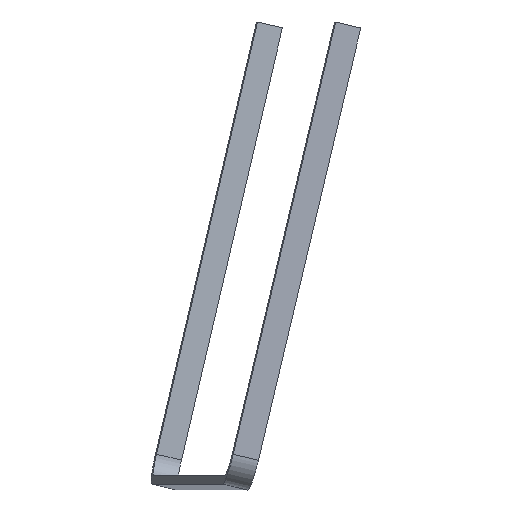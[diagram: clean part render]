
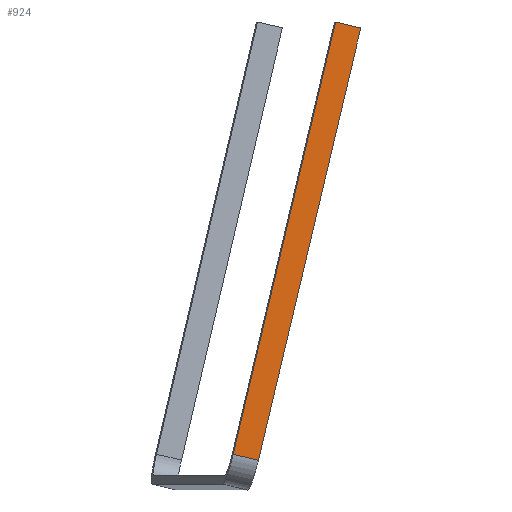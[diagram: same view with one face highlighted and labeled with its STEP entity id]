
A CAD part, front view. The second image highlights one B-rep face of the part: STEP entity #924.
In plain terms, the highlighted planar face has unit normal (0.058, -0.998, 0).
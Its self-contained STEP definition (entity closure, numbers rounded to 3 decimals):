
#43 = PLANE('',#44);
#44 = AXIS2_PLACEMENT_3D('',#45,#46,#47);
#45 = CARTESIAN_POINT('',(8988.432,1046.156,
    5162.949));
#46 = DIRECTION('',(-0.967,-0.113,0.23));
#47 = DIRECTION('',(-0.232,0.,-0.973));
#97 = PLANE('',#98);
#98 = AXIS2_PLACEMENT_3D('',#99,#100,#101);
#99 = CARTESIAN_POINT('',(9027.479,1050.72,
    5153.641));
#100 = DIRECTION('',(-0.967,-0.113,0.23));
#101 = DIRECTION('',(-0.232,0.,-0.973));
#214 = VERTEX_POINT('',#215);
#215 = CARTESIAN_POINT('',(9056.563,530.683,
    5196.01));
#230 = CYLINDRICAL_SURFACE('',#231,48.);
#231 = AXIS2_PLACEMENT_3D('',#232,#233,#234);
#232 = CARTESIAN_POINT('',(9564.665,608.358,
    5075.051));
#233 = DIRECTION('',(-0.972,-0.057,0.23)
  );
#234 = DIRECTION('',(-0.229,-0.027,-0.973
    ));
#248 = EDGE_CURVE('',#249,#214,#251,.T.);
#249 = VERTEX_POINT('',#250);
#250 = CARTESIAN_POINT('',(9215.681,539.951,
    5868.074));
#251 = SURFACE_CURVE('',#252,(#256,#262),.PCURVE_S1.);
#252 = LINE('',#253,#254);
#253 = CARTESIAN_POINT('',(8228.355,482.446,
    1697.936));
#254 = VECTOR('',#255,1.);
#255 = DIRECTION('',(-0.23,-0.013,-0.973
    ));
#256 = PCURVE('',#43,#257);
#257 = DEFINITIONAL_REPRESENTATION('',(#258),#261);
#258 = B_SPLINE_CURVE_WITH_KNOTS('',1,(#259,#260),.UNSPECIFIED.,.F.,.F.,
  (2,2),(-4362.677,-3440.919),
  .PIECEWISE_BEZIER_KNOTS.);
#259 = CARTESIAN_POINT('',(-815.461,508.429));
#260 = CARTESIAN_POINT('',(106.213,520.876));
#261 = ( GEOMETRIC_REPRESENTATION_CONTEXT(2) 
PARAMETRIC_REPRESENTATION_CONTEXT() REPRESENTATION_CONTEXT('2D SPACE',''
  ) );
#262 = PCURVE('',#263,#268);
#263 = PLANE('',#264);
#264 = AXIS2_PLACEMENT_3D('',#265,#266,#267);
#265 = CARTESIAN_POINT('',(-0.186,3.188,0.));
#266 = DIRECTION('',(0.058,-0.998,0.));
#267 = DIRECTION('',(0.,0.,-1.));
#268 = DEFINITIONAL_REPRESENTATION('',(#269),#272);
#269 = B_SPLINE_CURVE_WITH_KNOTS('',1,(#270,#271),.UNSPECIFIED.,.F.,.F.,
  (2,2),(-4362.677,-3440.919),
  .PIECEWISE_BEZIER_KNOTS.);
#270 = CARTESIAN_POINT('',(-5942.866,9249.223));
#271 = CARTESIAN_POINT('',(-5045.986,9036.517));
#272 = ( GEOMETRIC_REPRESENTATION_CONTEXT(2) 
PARAMETRIC_REPRESENTATION_CONTEXT() REPRESENTATION_CONTEXT('2D SPACE',''
  ) );
#289 = PLANE('',#290);
#290 = AXIS2_PLACEMENT_3D('',#291,#292,#293);
#291 = CARTESIAN_POINT('',(1792.573,209.521,
    7622.775));
#292 = DIRECTION('',(0.229,0.027,0.973));
#293 = DIRECTION('',(0.973,0.,-0.229)
  );
#548 = VERTEX_POINT('',#549);
#549 = CARTESIAN_POINT('',(9095.876,532.973,
    5186.703));
#577 = EDGE_CURVE('',#578,#548,#580,.T.);
#578 = VERTEX_POINT('',#579);
#579 = CARTESIAN_POINT('',(9254.994,542.24,
    5858.766));
#580 = SURFACE_CURVE('',#581,(#585,#591),.PCURVE_S1.);
#581 = LINE('',#582,#583);
#582 = CARTESIAN_POINT('',(8267.661,484.735,
    1688.598));
#583 = VECTOR('',#584,1.);
#584 = DIRECTION('',(-0.23,-0.013,-0.973
    ));
#585 = PCURVE('',#97,#586);
#586 = DEFINITIONAL_REPRESENTATION('',(#587),#590);
#587 = B_SPLINE_CURVE_WITH_KNOTS('',1,(#588,#589),.UNSPECIFIED.,.F.,.F.,
  (2,2),(-4362.72,-3440.814),
  .PIECEWISE_BEZIER_KNOTS.);
#588 = CARTESIAN_POINT('',(-815.535,510.717));
#589 = CARTESIAN_POINT('',(106.287,523.167));
#590 = ( GEOMETRIC_REPRESENTATION_CONTEXT(2) 
PARAMETRIC_REPRESENTATION_CONTEXT() REPRESENTATION_CONTEXT('2D SPACE',''
  ) );
#591 = PCURVE('',#263,#592);
#592 = DEFINITIONAL_REPRESENTATION('',(#593),#596);
#593 = B_SPLINE_CURVE_WITH_KNOTS('',1,(#594,#595),.UNSPECIFIED.,.F.,.F.,
  (2,2),(-4362.72,-3440.814),
  .PIECEWISE_BEZIER_KNOTS.);
#594 = CARTESIAN_POINT('',(-5933.57,9288.606));
#595 = CARTESIAN_POINT('',(-5036.546,9075.865));
#596 = ( GEOMETRIC_REPRESENTATION_CONTEXT(2) 
PARAMETRIC_REPRESENTATION_CONTEXT() REPRESENTATION_CONTEXT('2D SPACE',''
  ) );
#904 = EDGE_CURVE('',#578,#249,#905,.T.);
#905 = SURFACE_CURVE('',#906,(#910,#916),.PCURVE_S1.);
#906 = LINE('',#907,#908);
#907 = CARTESIAN_POINT('',(1798.802,107.967,
    7624.102));
#908 = VECTOR('',#909,1.);
#909 = DIRECTION('',(-0.972,-0.057,0.23)
  );
#910 = PCURVE('',#289,#911);
#911 = DEFINITIONAL_REPRESENTATION('',(#912),#915);
#912 = B_SPLINE_CURVE_WITH_KNOTS('',1,(#913,#914),.UNSPECIFIED.,.F.,.F.,
  (2,2),(-12019265.933,12019277.471),
  .PIECEWISE_BEZIER_KNOTS.);
#913 = CARTESIAN_POINT('',(12000000.,680259.935));
#914 = CARTESIAN_POINT('',(-12000000.,-680463.77));
#915 = ( GEOMETRIC_REPRESENTATION_CONTEXT(2) 
PARAMETRIC_REPRESENTATION_CONTEXT() REPRESENTATION_CONTEXT('2D SPACE',''
  ) );
#916 = PCURVE('',#263,#917);
#917 = DEFINITIONAL_REPRESENTATION('',(#918),#921);
#918 = B_SPLINE_CURVE_WITH_KNOTS('',1,(#919,#920),.UNSPECIFIED.,.F.,.F.,
  (2,2),(-12019265.933,12019277.471),
  .PIECEWISE_BEZIER_KNOTS.);
#919 = CARTESIAN_POINT('',(2757078.336,11698774.893));
#920 = CARTESIAN_POINT('',(-2772329.194,-11695182.048));
#921 = ( GEOMETRIC_REPRESENTATION_CONTEXT(2) 
PARAMETRIC_REPRESENTATION_CONTEXT() REPRESENTATION_CONTEXT('2D SPACE',''
  ) );
#924 = ADVANCED_FACE('',(#925),#263,.T.);
#925 = FACE_BOUND('',#926,.T.);
#926 = EDGE_LOOP('',(#927,#948,#949,#950));
#927 = ORIENTED_EDGE('',*,*,#928,.F.);
#928 = EDGE_CURVE('',#548,#214,#929,.T.);
#929 = SURFACE_CURVE('',#930,(#934,#941),.PCURVE_S1.);
#930 = LINE('',#931,#932);
#931 = CARTESIAN_POINT('',(9567.456,560.439,
    5075.051));
#932 = VECTOR('',#933,1.);
#933 = DIRECTION('',(-0.972,-0.057,0.23)
  );
#934 = PCURVE('',#263,#935);
#935 = DEFINITIONAL_REPRESENTATION('',(#936),#940);
#936 = LINE('',#937,#938);
#937 = CARTESIAN_POINT('',(-5075.051,9583.856));
#938 = VECTOR('',#939,1.);
#939 = DIRECTION('',(-0.23,-0.973));
#940 = ( GEOMETRIC_REPRESENTATION_CONTEXT(2) 
PARAMETRIC_REPRESENTATION_CONTEXT() REPRESENTATION_CONTEXT('2D SPACE',''
  ) );
#941 = PCURVE('',#230,#942);
#942 = DEFINITIONAL_REPRESENTATION('',(#943),#947);
#943 = LINE('',#944,#945);
#944 = CARTESIAN_POINT('',(1.557,0.));
#945 = VECTOR('',#946,1.);
#946 = DIRECTION('',(0.,1.));
#947 = ( GEOMETRIC_REPRESENTATION_CONTEXT(2) 
PARAMETRIC_REPRESENTATION_CONTEXT() REPRESENTATION_CONTEXT('2D SPACE',''
  ) );
#948 = ORIENTED_EDGE('',*,*,#577,.F.);
#949 = ORIENTED_EDGE('',*,*,#904,.T.);
#950 = ORIENTED_EDGE('',*,*,#248,.T.);
